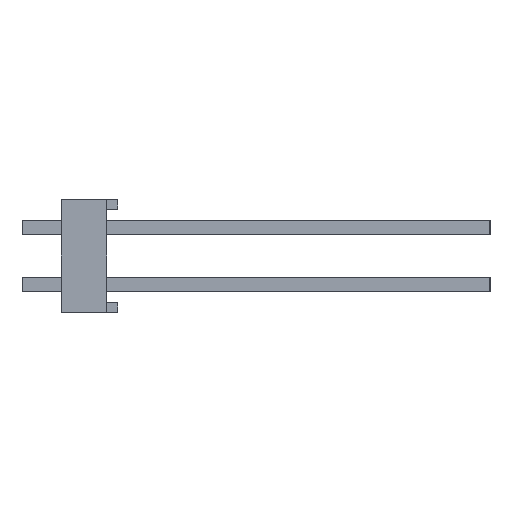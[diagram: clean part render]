
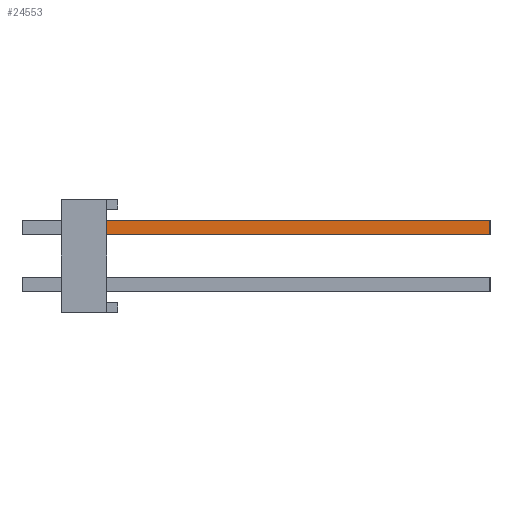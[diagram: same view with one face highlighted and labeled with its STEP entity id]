
A CAD part, left-side view. The second image highlights one B-rep face of the part: STEP entity #24553.
In plain terms, the highlighted planar face has unit normal (-1, 0, 0).
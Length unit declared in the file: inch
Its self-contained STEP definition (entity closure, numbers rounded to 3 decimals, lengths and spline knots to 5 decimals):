
#5399=ORIENTED_EDGE('',*,*,#9665,.F.);
#5400=ORIENTED_EDGE('',*,*,#9526,.F.);
#5401=ORIENTED_EDGE('',*,*,#9666,.F.);
#5402=ORIENTED_EDGE('',*,*,#9667,.F.);
#9526=EDGE_CURVE('',#11946,#11944,#15110,.T.);
#9665=EDGE_CURVE('',#11944,#12083,#15249,.T.);
#9666=EDGE_CURVE('',#12084,#11946,#15250,.T.);
#9667=EDGE_CURVE('',#12083,#12084,#15251,.T.);
#11944=VERTEX_POINT('',#37416);
#11946=VERTEX_POINT('',#37420);
#12083=VERTEX_POINT('',#37733);
#12084=VERTEX_POINT('',#37735);
#15110=LINE('',#37421,#18550);
#15249=LINE('',#37732,#18689);
#15250=LINE('',#37734,#18690);
#15251=LINE('',#37736,#18691);
#18550=VECTOR('',#30732,39.37008);
#18689=VECTOR('',#30943,39.37008);
#18690=VECTOR('',#30944,39.37008);
#18691=VECTOR('',#30945,39.37008);
#20437=EDGE_LOOP('',(#5399,#5400,#5401,#5402));
#21877=FACE_BOUND('',#20437,.T.);
#23249=PLANE('',#25884);
#24553=ADVANCED_FACE('',(#21877),#23249,.F.);
#25884=AXIS2_PLACEMENT_3D('',#37731,#30941,#30942);
#30732=DIRECTION('',(0.,0.,-1.));
#30941=DIRECTION('',(1.,0.,0.));
#30942=DIRECTION('',(0.,0.,-1.));
#30943=DIRECTION('',(0.,1.,0.));
#30944=DIRECTION('',(0.,-1.,0.));
#30945=DIRECTION('',(0.,0.,1.));
#37416=CARTESIAN_POINT('',(-0.8125,0.,0.0375));
#37420=CARTESIAN_POINT('',(-0.8125,0.,0.0625));
#37421=CARTESIAN_POINT('',(-0.8125,0.,0.0625));
#37731=CARTESIAN_POINT('',(-0.8125,0.83,0.0625));
#37732=CARTESIAN_POINT('',(-0.8125,0.83,0.0375));
#37733=CARTESIAN_POINT('',(-0.8125,0.71,0.0375));
#37734=CARTESIAN_POINT('',(-0.8125,0.83,0.0625));
#37735=CARTESIAN_POINT('',(-0.8125,0.71,0.0625));
#37736=CARTESIAN_POINT('',(-0.8125,0.71,0.0625));
